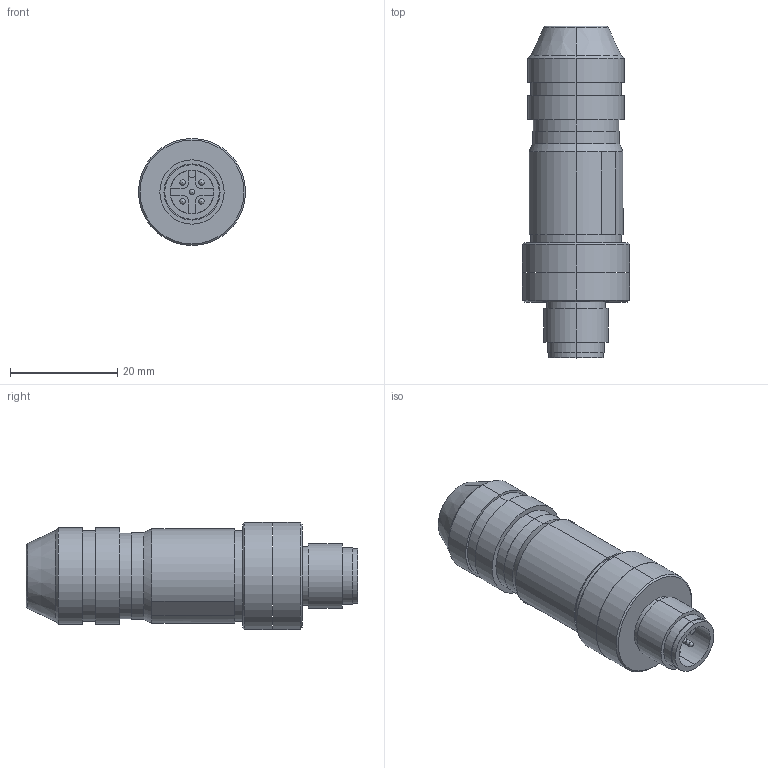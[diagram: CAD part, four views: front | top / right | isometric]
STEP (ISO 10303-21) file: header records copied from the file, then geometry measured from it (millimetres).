
FILE_DESCRIPTION (( 'STEP AP214' ), '1' );
FILE_NAME ('7000-13321-0000000.step', '2016-05-09T18:39:38', ( '' ), ( '' ), 'SwSTEP 2.0', 'SolidWorks 2015', '' );
FILE_SCHEMA (( 'AUTOMOTIVE_DESIGN' ));
Length unit declared in the file: millimetre
Products named in the file (1): 7000-13321-0000000
Bounding box: 20 x 62 x 20 mm (x, y, z)
Volume: 13091.4 mm3; surface area: 5102.1 mm2
Topology: 2 solids, 2 shells, 103 faces, 232 edges, 146 vertices
Faces by surface type: cylinder 48, plane 36, cone 14, sphere 5
Entity records: 2870 total; most frequent: DIRECTION 549, CARTESIAN_POINT 467, ORIENTED_EDGE 444, AXIS2_PLACEMENT_3D 223, EDGE_CURVE 222, VERTEX_POINT 141, EDGE_LOOP 121, CIRCLE 119
